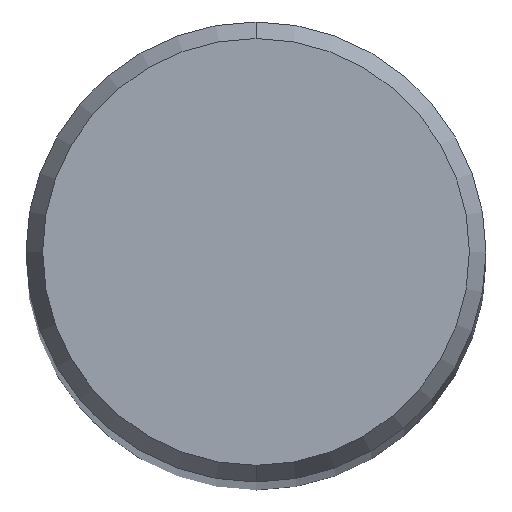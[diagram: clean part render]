
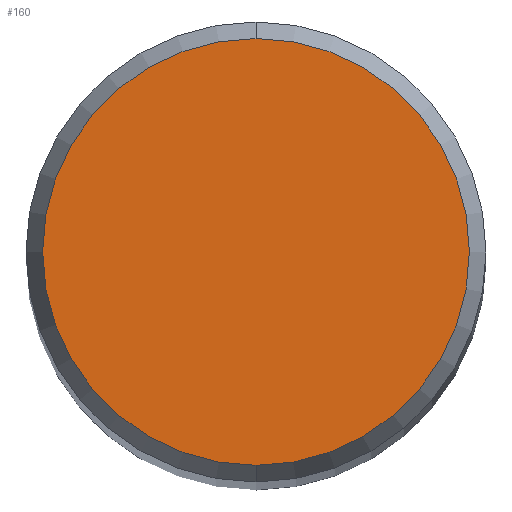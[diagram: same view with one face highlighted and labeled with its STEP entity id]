
A CAD part, top view. The second image highlights one B-rep face of the part: STEP entity #160.
In plain terms, the highlighted planar face has unit normal (0, 0, 1).
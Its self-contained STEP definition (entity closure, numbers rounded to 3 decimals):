
#128=EDGE_CURVE('',#204,#202,#273,.T.);
#160=ADVANCED_FACE('',(#312),#313,.T.);
#202=VERTEX_POINT('',#359);
#204=VERTEX_POINT('',#361);
#206=EDGE_CURVE('',#202,#204,#363,.T.);
#273=CIRCLE('',#429,2.946);
#312=FACE_OUTER_BOUND('',#474,.T.);
#313=PLANE('',#475);
#359=CARTESIAN_POINT('',(0.0,2.946,0.01));
#361=CARTESIAN_POINT('',(0.,-2.946,0.01));
#363=CIRCLE('',#543,2.946);
#429=AXIS2_PLACEMENT_3D('',#603,#604,#605);
#474=EDGE_LOOP('',(#671,#672));
#475=AXIS2_PLACEMENT_3D('',#673,#674,#675);
#543=AXIS2_PLACEMENT_3D('',#726,#727,#728);
#603=CARTESIAN_POINT('',(0.0,0.0,0.01));
#604=DIRECTION('',(0.0,0.0,-1.0));
#605=DIRECTION('',(0.0,1.0,0.0));
#671=ORIENTED_EDGE('',*,*,#206,.F.);
#672=ORIENTED_EDGE('',*,*,#128,.F.);
#673=CARTESIAN_POINT('',(0.0,1.473,0.01));
#674=DIRECTION('',(-0.0,0.0,1.0));
#675=DIRECTION('',(0.0,-1.0,0.0));
#726=CARTESIAN_POINT('',(0.0,0.0,0.01));
#727=DIRECTION('',(0.0,0.0,-1.0));
#728=DIRECTION('',(0.0,1.0,0.0));
